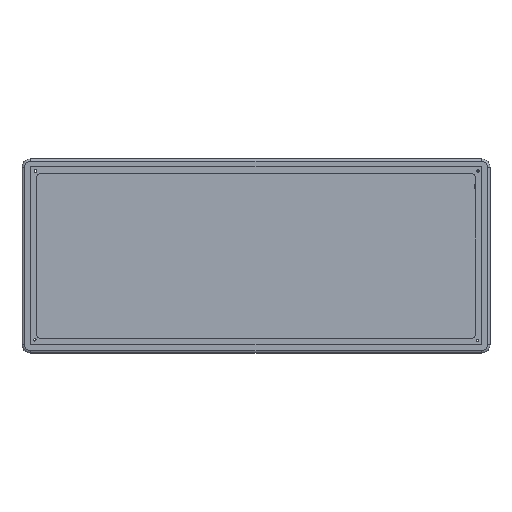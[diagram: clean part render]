
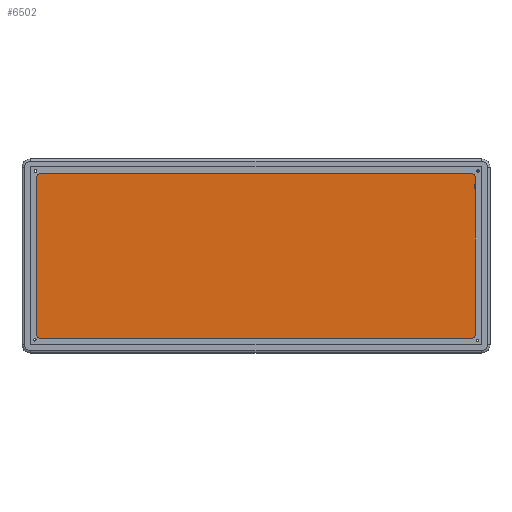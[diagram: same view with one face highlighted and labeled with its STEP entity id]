
A CAD part, top view. The second image highlights one B-rep face of the part: STEP entity #6502.
In plain terms, the highlighted planar face has unit normal (0, 0, 1).
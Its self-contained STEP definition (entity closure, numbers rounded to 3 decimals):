
#27=B_SPLINE_CURVE_WITH_KNOTS('',3,(#8407,#8408,#8409,#8410,#8411,#8412,
#8413,#8414,#8415,#8416,#8417,#8418,#8419,#8420),.UNSPECIFIED.,.F.,.F.,
(4,2,2,2,2,2,4),(1.086,1.148,1.227,1.303,
1.378,1.457,1.519),.UNSPECIFIED.);
#614=PLANE('',#6917);
#765=FACE_OUTER_BOUND('',#1140,.T.);
#1140=EDGE_LOOP('',(#4504,#4505,#4506,#4507,#4508,#4509,#4510,#4511,#4512,
#4513,#4514,#4515,#4516,#4517));
#1555=CIRCLE('',#6918,3.);
#1556=CIRCLE('',#6919,3.);
#1557=CIRCLE('',#6920,3.);
#1558=CIRCLE('',#6921,3.);
#1634=LINE('',#8427,#2194);
#1636=LINE('',#8435,#2196);
#1637=LINE('',#8437,#2197);
#1638=LINE('',#8441,#2198);
#1639=LINE('',#8445,#2199);
#1640=LINE('',#8449,#2200);
#1641=LINE('',#8451,#2201);
#1642=LINE('',#8452,#2202);
#1643=LINE('',#8453,#2203);
#2194=VECTOR('',#7259,10.);
#2196=VECTOR('',#7267,10.);
#2197=VECTOR('',#7268,10.);
#2198=VECTOR('',#7271,10.);
#2199=VECTOR('',#7274,10.);
#2200=VECTOR('',#7277,10.);
#2201=VECTOR('',#7278,10.);
#2202=VECTOR('',#7279,10.);
#2203=VECTOR('',#7280,10.);
#2773=VERTEX_POINT('',#8404);
#2774=VERTEX_POINT('',#8406);
#2775=VERTEX_POINT('',#8423);
#2777=VERTEX_POINT('',#8426);
#2779=VERTEX_POINT('',#8432);
#2780=VERTEX_POINT('',#8433);
#2781=VERTEX_POINT('',#8436);
#2782=VERTEX_POINT('',#8438);
#2783=VERTEX_POINT('',#8440);
#2784=VERTEX_POINT('',#8442);
#2785=VERTEX_POINT('',#8444);
#2786=VERTEX_POINT('',#8446);
#2787=VERTEX_POINT('',#8448);
#2788=VERTEX_POINT('',#8450);
#3455=EDGE_CURVE('',#2774,#2773,#27,.T.);
#3458=EDGE_CURVE('',#2777,#2775,#1634,.T.);
#3461=EDGE_CURVE('',#2779,#2780,#1555,.T.);
#3462=EDGE_CURVE('',#2777,#2779,#1636,.T.);
#3463=EDGE_CURVE('',#2781,#2775,#1637,.T.);
#3464=EDGE_CURVE('',#2782,#2781,#1556,.T.);
#3465=EDGE_CURVE('',#2783,#2782,#1638,.T.);
#3466=EDGE_CURVE('',#2784,#2783,#1557,.T.);
#3467=EDGE_CURVE('',#2785,#2784,#1639,.T.);
#3468=EDGE_CURVE('',#2786,#2785,#1558,.T.);
#3469=EDGE_CURVE('',#2787,#2786,#1640,.T.);
#3470=EDGE_CURVE('',#2788,#2787,#1641,.T.);
#3471=EDGE_CURVE('',#2774,#2788,#1642,.T.);
#3472=EDGE_CURVE('',#2780,#2773,#1643,.T.);
#4504=ORIENTED_EDGE('',*,*,#3461,.F.);
#4505=ORIENTED_EDGE('',*,*,#3462,.F.);
#4506=ORIENTED_EDGE('',*,*,#3458,.T.);
#4507=ORIENTED_EDGE('',*,*,#3463,.F.);
#4508=ORIENTED_EDGE('',*,*,#3464,.F.);
#4509=ORIENTED_EDGE('',*,*,#3465,.F.);
#4510=ORIENTED_EDGE('',*,*,#3466,.F.);
#4511=ORIENTED_EDGE('',*,*,#3467,.F.);
#4512=ORIENTED_EDGE('',*,*,#3468,.F.);
#4513=ORIENTED_EDGE('',*,*,#3469,.F.);
#4514=ORIENTED_EDGE('',*,*,#3470,.F.);
#4515=ORIENTED_EDGE('',*,*,#3471,.F.);
#4516=ORIENTED_EDGE('',*,*,#3455,.T.);
#4517=ORIENTED_EDGE('',*,*,#3472,.F.);
#6502=ADVANCED_FACE('',(#765),#614,.T.);
#6917=AXIS2_PLACEMENT_3D('',#8431,#7263,#7264);
#6918=AXIS2_PLACEMENT_3D('',#8434,#7265,#7266);
#6919=AXIS2_PLACEMENT_3D('',#8439,#7269,#7270);
#6920=AXIS2_PLACEMENT_3D('',#8443,#7272,#7273);
#6921=AXIS2_PLACEMENT_3D('',#8447,#7275,#7276);
#7259=DIRECTION('',(-1.,0.,0.));
#7263=DIRECTION('center_axis',(0.,0.,1.));
#7264=DIRECTION('ref_axis',(1.,0.,0.));
#7265=DIRECTION('center_axis',(0.,0.,-1.));
#7266=DIRECTION('ref_axis',(0.707,0.707,0.));
#7267=DIRECTION('',(1.,0.,0.));
#7268=DIRECTION('',(1.,0.,0.));
#7269=DIRECTION('center_axis',(0.,0.,-1.));
#7270=DIRECTION('ref_axis',(-0.707,0.707,0.));
#7271=DIRECTION('',(0.,1.,0.));
#7272=DIRECTION('center_axis',(0.,0.,-1.));
#7273=DIRECTION('ref_axis',(-0.707,-0.707,0.));
#7274=DIRECTION('',(-1.,0.,0.));
#7275=DIRECTION('center_axis',(0.,0.,-1.));
#7276=DIRECTION('ref_axis',(0.707,-0.707,0.));
#7277=DIRECTION('',(0.,-1.,0.));
#7278=DIRECTION('',(0.,-1.,0.));
#7279=DIRECTION('',(0.,-1.,0.));
#7280=DIRECTION('',(0.,-1.,0.));
#8404=CARTESIAN_POINT('',(390.5,241.33,10.694));
#8406=CARTESIAN_POINT('',(390.5,237.155,10.694));
#8407=CARTESIAN_POINT('Ctrl Pts',(390.5,237.155,10.694));
#8408=CARTESIAN_POINT('Ctrl Pts',(390.343,237.315,10.694));
#8409=CARTESIAN_POINT('Ctrl Pts',(390.199,237.503,10.694));
#8410=CARTESIAN_POINT('Ctrl Pts',(389.954,237.906,10.694));
#8411=CARTESIAN_POINT('Ctrl Pts',(389.828,238.197,10.694));
#8412=CARTESIAN_POINT('Ctrl Pts',(389.693,238.693,10.694));
#8413=CARTESIAN_POINT('Ctrl Pts',(389.653,238.991,10.694));
#8414=CARTESIAN_POINT('Ctrl Pts',(389.653,239.493,10.694));
#8415=CARTESIAN_POINT('Ctrl Pts',(389.693,239.791,10.694));
#8416=CARTESIAN_POINT('Ctrl Pts',(389.828,240.288,10.694));
#8417=CARTESIAN_POINT('Ctrl Pts',(389.954,240.578,10.694));
#8418=CARTESIAN_POINT('Ctrl Pts',(390.199,240.981,10.694));
#8419=CARTESIAN_POINT('Ctrl Pts',(390.343,241.169,10.694));
#8420=CARTESIAN_POINT('Ctrl Pts',(390.5,241.33,10.694));
#8423=CARTESIAN_POINT('',(342.533,250.,10.694));
#8426=CARTESIAN_POINT('',(349.967,250.,10.694));
#8427=CARTESIAN_POINT('',(300.375,250.,10.694));
#8431=CARTESIAN_POINT('Origin',(210.25,182.3,10.694));
#8432=CARTESIAN_POINT('',(387.5,250.,10.694));
#8433=CARTESIAN_POINT('',(390.5,247.,10.694));
#8434=CARTESIAN_POINT('Origin',(387.5,247.,10.694));
#8435=CARTESIAN_POINT('',(300.375,250.,10.694));
#8436=CARTESIAN_POINT('',(33.,250.,10.694));
#8437=CARTESIAN_POINT('',(300.375,250.,10.694));
#8438=CARTESIAN_POINT('',(30.,247.,10.694));
#8439=CARTESIAN_POINT('Origin',(33.,247.,10.694));
#8440=CARTESIAN_POINT('',(30.,117.6,10.694));
#8441=CARTESIAN_POINT('',(30.,216.15,10.694));
#8442=CARTESIAN_POINT('',(33.,114.6,10.694));
#8443=CARTESIAN_POINT('Origin',(33.,117.6,10.694));
#8444=CARTESIAN_POINT('',(387.5,114.6,10.694));
#8445=CARTESIAN_POINT('',(120.125,114.6,10.694));
#8446=CARTESIAN_POINT('',(390.5,117.6,10.694));
#8447=CARTESIAN_POINT('Origin',(387.5,117.6,10.694));
#8448=CARTESIAN_POINT('',(390.5,157.928,10.694));
#8449=CARTESIAN_POINT('',(390.5,148.45,10.694));
#8450=CARTESIAN_POINT('',(390.5,207.092,10.694));
#8451=CARTESIAN_POINT('',(390.5,192.4,10.694));
#8452=CARTESIAN_POINT('',(390.5,192.4,10.694));
#8453=CARTESIAN_POINT('',(390.5,192.4,10.694));
